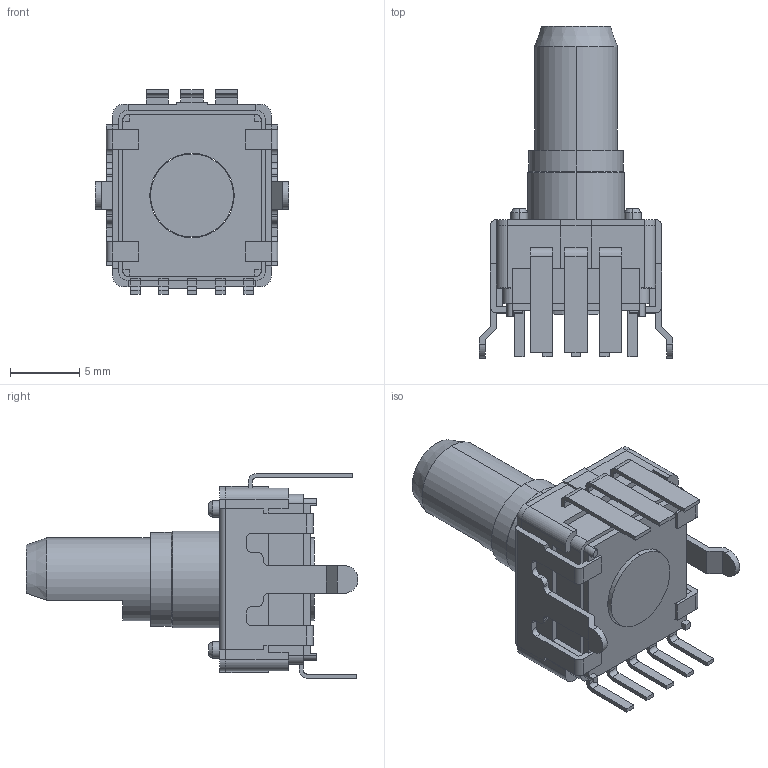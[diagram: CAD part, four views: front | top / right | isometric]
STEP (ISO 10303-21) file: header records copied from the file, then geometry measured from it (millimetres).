
FILE_DESCRIPTION (( 'STEP AP214' ), '1' );
FILE_NAME ('PEL12T-4021F-S1024.STEP', '2019-10-31T15:58:53', ( '' ), ( '' ), 'SwSTEP 2.0', 'SolidWorks 2017', '' );
FILE_SCHEMA (( 'AUTOMOTIVE_DESIGN' ));
Length unit declared in the file: millimetre
Products named in the file (1): PEL12T-4021F-S1024
Bounding box: 14 x 24 x 14.8 mm (x, y, z)
Volume: 1395.9 mm3; surface area: 2012.2 mm2
Topology: 11 solids, 11 shells, 330 faces, 876 edges, 574 vertices
Faces by surface type: plane 237, cylinder 82, cone 11
Entity records: 10309 total; most frequent: CARTESIAN_POINT 1787, ORIENTED_EDGE 1752, DIRECTION 1715, EDGE_CURVE 876, VECTOR 695, LINE 695, VERTEX_POINT 574, AXIS2_PLACEMENT_3D 510
